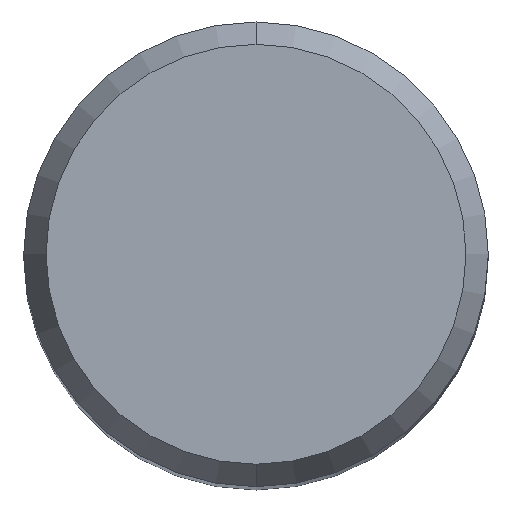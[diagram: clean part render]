
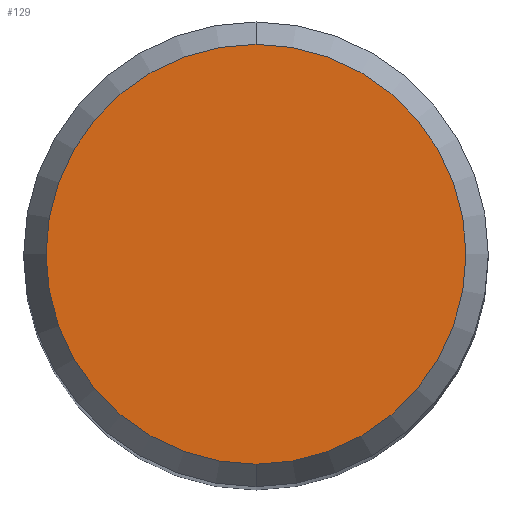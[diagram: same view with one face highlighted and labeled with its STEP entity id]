
A CAD part, top view. The second image highlights one B-rep face of the part: STEP entity #129.
In plain terms, the highlighted planar face has unit normal (0, 0, 1).
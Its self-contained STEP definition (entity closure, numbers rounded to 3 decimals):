
#125=VERTEX_POINT('',#279);
#129=ADVANCED_FACE('',(#284),#285,.T.);
#135=VERTEX_POINT('',#292);
#151=EDGE_CURVE('',#125,#135,#311,.T.);
#165=EDGE_CURVE('',#135,#125,#325,.T.);
#279=CARTESIAN_POINT('',(0.0,4.304,0.));
#284=FACE_OUTER_BOUND('',#458,.T.);
#285=PLANE('',#459);
#292=CARTESIAN_POINT('',(0.,-4.304,0.));
#311=CIRCLE('',#489,4.304);
#325=CIRCLE('',#511,4.304);
#458=EDGE_LOOP('',(#650,#651));
#459=AXIS2_PLACEMENT_3D('',#652,#653,#654);
#489=AXIS2_PLACEMENT_3D('',#688,#689,#690);
#511=AXIS2_PLACEMENT_3D('',#697,#698,#699);
#650=ORIENTED_EDGE('',*,*,#151,.F.);
#651=ORIENTED_EDGE('',*,*,#165,.F.);
#652=CARTESIAN_POINT('',(0.0,2.152,0.));
#653=DIRECTION('',(-0.0,0.0,1.0));
#654=DIRECTION('',(0.0,-1.0,0.0));
#688=CARTESIAN_POINT('',(0.0,0.0,0.));
#689=DIRECTION('',(0.0,0.0,-1.0));
#690=DIRECTION('',(0.0,1.0,0.0));
#697=CARTESIAN_POINT('',(0.0,0.0,0.));
#698=DIRECTION('',(0.0,0.0,-1.0));
#699=DIRECTION('',(0.0,1.0,0.0));
